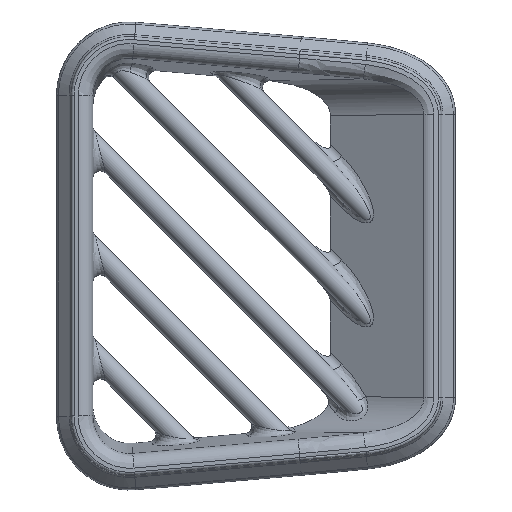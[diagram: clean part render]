
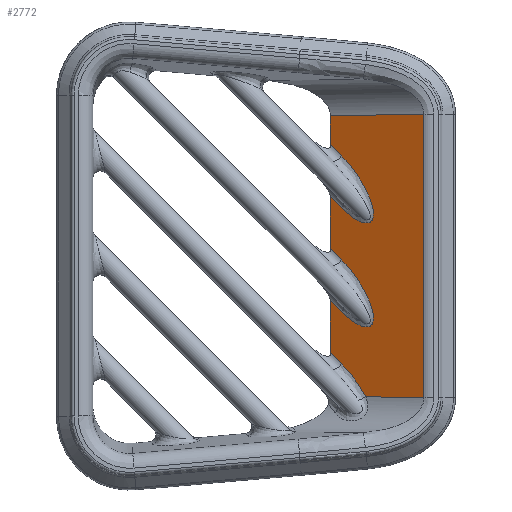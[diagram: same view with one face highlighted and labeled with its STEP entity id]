
A CAD part, top view. The second image highlights one B-rep face of the part: STEP entity #2772.
In plain terms, the highlighted planar face has unit normal (-0.5, 0, 0.866).
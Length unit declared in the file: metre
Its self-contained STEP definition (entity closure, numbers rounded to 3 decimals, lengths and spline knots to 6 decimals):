
#231=ELLIPSE('',#3000,0.007071,0.0025);
#232=ELLIPSE('',#3001,0.007071,0.0025);
#233=ELLIPSE('',#3002,0.007071,0.0025);
#299=LINE('',#4159,#468);
#300=LINE('',#4162,#469);
#301=LINE('',#4164,#470);
#302=LINE('',#4168,#471);
#303=LINE('',#4170,#472);
#304=LINE('',#4172,#473);
#305=LINE('',#4174,#474);
#306=LINE('',#4176,#475);
#307=LINE('',#4180,#476);
#308=LINE('',#4182,#477);
#309=LINE('',#4184,#478);
#468=VECTOR('',#3294,1.);
#469=VECTOR('',#3295,1.);
#470=VECTOR('',#3296,1.);
#471=VECTOR('',#3299,1.);
#472=VECTOR('',#3300,1.);
#473=VECTOR('',#3301,1.);
#474=VECTOR('',#3302,1.);
#475=VECTOR('',#3303,1.);
#476=VECTOR('',#3306,1.);
#477=VECTOR('',#3307,1.);
#478=VECTOR('',#3308,1.);
#697=ORIENTED_EDGE('',*,*,#1573,.T.);
#698=ORIENTED_EDGE('',*,*,#1574,.T.);
#699=ORIENTED_EDGE('',*,*,#1575,.T.);
#700=ORIENTED_EDGE('',*,*,#1576,.T.);
#701=ORIENTED_EDGE('',*,*,#1577,.T.);
#702=ORIENTED_EDGE('',*,*,#1578,.T.);
#703=ORIENTED_EDGE('',*,*,#1579,.T.);
#704=ORIENTED_EDGE('',*,*,#1580,.T.);
#705=ORIENTED_EDGE('',*,*,#1581,.T.);
#706=ORIENTED_EDGE('',*,*,#1582,.T.);
#707=ORIENTED_EDGE('',*,*,#1583,.T.);
#708=ORIENTED_EDGE('',*,*,#1584,.T.);
#709=ORIENTED_EDGE('',*,*,#1585,.T.);
#710=ORIENTED_EDGE('',*,*,#1586,.T.);
#1573=EDGE_CURVE('',#2010,#2011,#299,.T.);
#1574=EDGE_CURVE('',#2011,#2012,#300,.T.);
#1575=EDGE_CURVE('',#2012,#2013,#301,.T.);
#1576=EDGE_CURVE('',#2013,#2014,#231,.F.);
#1577=EDGE_CURVE('',#2014,#2015,#302,.T.);
#1578=EDGE_CURVE('',#2015,#2016,#303,.T.);
#1579=EDGE_CURVE('',#2016,#2017,#304,.T.);
#1580=EDGE_CURVE('',#2017,#2018,#305,.T.);
#1581=EDGE_CURVE('',#2018,#2019,#306,.T.);
#1582=EDGE_CURVE('',#2019,#2020,#232,.F.);
#1583=EDGE_CURVE('',#2020,#2021,#307,.T.);
#1584=EDGE_CURVE('',#2021,#2022,#308,.T.);
#1585=EDGE_CURVE('',#2022,#2023,#309,.T.);
#1586=EDGE_CURVE('',#2023,#2010,#233,.F.);
#2010=VERTEX_POINT('',#4160);
#2011=VERTEX_POINT('',#4161);
#2012=VERTEX_POINT('',#4163);
#2013=VERTEX_POINT('',#4165);
#2014=VERTEX_POINT('',#4167);
#2015=VERTEX_POINT('',#4169);
#2016=VERTEX_POINT('',#4171);
#2017=VERTEX_POINT('',#4173);
#2018=VERTEX_POINT('',#4175);
#2019=VERTEX_POINT('',#4177);
#2020=VERTEX_POINT('',#4179);
#2021=VERTEX_POINT('',#4181);
#2022=VERTEX_POINT('',#4183);
#2023=VERTEX_POINT('',#4185);
#2334=EDGE_LOOP('',(#697,#698,#699,#700,#701,#702,#703,#704,#705,#706,#707,
#708,#709,#710));
#2530=FACE_BOUND('',#2334,.T.);
#2714=PLANE('',#2999);
#2772=ADVANCED_FACE('',(#2530),#2714,.T.);
#2999=AXIS2_PLACEMENT_3D('',#4158,#3292,#3293);
#3000=AXIS2_PLACEMENT_3D('',#4166,#3297,#3298);
#3001=AXIS2_PLACEMENT_3D('',#4178,#3304,#3305);
#3002=AXIS2_PLACEMENT_3D('',#4186,#3309,#3310);
#3292=DIRECTION('',(-0.5,0.,0.866));
#3293=DIRECTION('',(0.,-1.,0.));
#3294=DIRECTION('',(-0.655,0.655,-0.378));
#3295=DIRECTION('',(0.,-1.,0.));
#3296=DIRECTION('',(0.655,-0.655,0.378));
#3297=DIRECTION('',(-0.5,0.,0.866));
#3298=DIRECTION('',(0.567,-0.756,0.327));
#3299=DIRECTION('',(0.866,-0.013,0.5));
#3300=DIRECTION('',(0.,1.,0.));
#3301=DIRECTION('',(-0.866,-0.013,-0.5));
#3302=DIRECTION('',(0.,-1.,0.));
#3303=DIRECTION('',(0.655,-0.655,0.378));
#3304=DIRECTION('',(-0.5,0.,0.866));
#3305=DIRECTION('',(0.567,-0.756,0.327));
#3306=DIRECTION('',(-0.655,0.655,-0.378));
#3307=DIRECTION('',(0.,-1.,0.));
#3308=DIRECTION('',(0.655,-0.655,0.378));
#3309=DIRECTION('',(-0.5,0.,0.866));
#3310=DIRECTION('',(0.567,-0.756,0.327));
#4158=CARTESIAN_POINT('',(0.002084,-0.022288,0.));
#4159=CARTESIAN_POINT('',(0.00959,-0.012279,0.004334));
#4160=CARTESIAN_POINT('',(0.004914,-0.007602,0.001634));
#4161=CARTESIAN_POINT('',(0.003376,-0.006065,0.000746));
#4162=CARTESIAN_POINT('',(0.003376,-0.011843,0.000746));
#4163=CARTESIAN_POINT('',(0.003376,-0.013136,0.000746));
#4164=CARTESIAN_POINT('',(0.00656,-0.016319,0.002584));
#4165=CARTESIAN_POINT('',(0.004914,-0.014673,0.001634));
#4166=CARTESIAN_POINT('',(0.004914,-0.018209,0.001634));
#4167=CARTESIAN_POINT('',(0.008178,-0.019151,0.003519));
#4168=CARTESIAN_POINT('',(0.016764,-0.019277,0.008476));
#4169=CARTESIAN_POINT('',(0.016083,-0.019267,0.008083));
#4170=CARTESIAN_POINT('',(0.016083,-0.022288,0.008083));
#4171=CARTESIAN_POINT('',(0.016083,0.019267,0.008083));
#4172=CARTESIAN_POINT('',(0.002129,0.019062,0.000026));
#4173=CARTESIAN_POINT('',(0.003376,0.01908,0.000746));
#4174=CARTESIAN_POINT('',(0.003376,0.016441,0.000746));
#4175=CARTESIAN_POINT('',(0.003376,0.015148,0.000746));
#4176=CARTESIAN_POINT('',(0.018682,-0.000157,0.009583));
#4177=CARTESIAN_POINT('',(0.004914,0.013611,0.001634));
#4178=CARTESIAN_POINT('',(0.004914,0.010075,0.001634));
#4179=CARTESIAN_POINT('',(0.004914,0.00654,0.001634));
#4180=CARTESIAN_POINT('',(0.015651,-0.004198,0.007833));
#4181=CARTESIAN_POINT('',(0.003376,0.008077,0.000746));
#4182=CARTESIAN_POINT('',(0.003376,0.002299,0.000746));
#4183=CARTESIAN_POINT('',(0.003376,0.001006,0.000746));
#4184=CARTESIAN_POINT('',(0.012621,-0.008238,0.006084));
#4185=CARTESIAN_POINT('',(0.004914,-0.000531,0.001634));
#4186=CARTESIAN_POINT('',(0.004914,-0.004067,0.001634));
